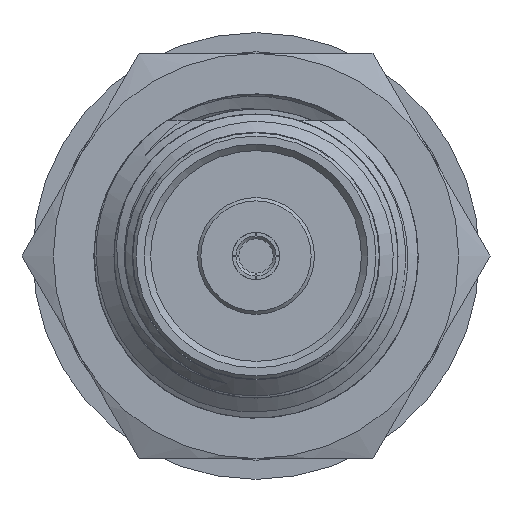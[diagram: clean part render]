
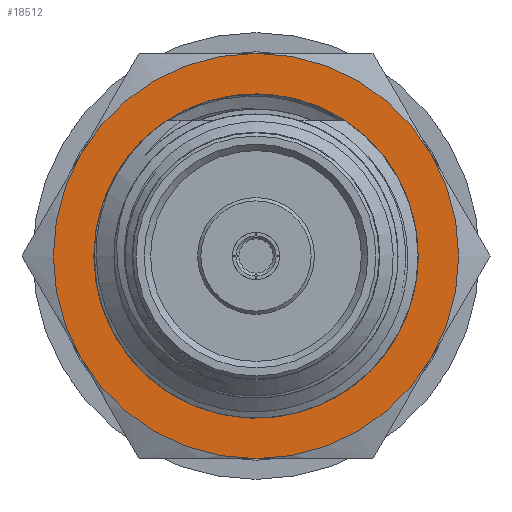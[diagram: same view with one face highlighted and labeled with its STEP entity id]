
A CAD part, left-side view. The second image highlights one B-rep face of the part: STEP entity #18512.
In plain terms, the highlighted planar face has unit normal (-1, 0, 0).
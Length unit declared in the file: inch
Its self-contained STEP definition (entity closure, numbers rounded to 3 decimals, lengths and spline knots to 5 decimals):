
#458 = CARTESIAN_POINT ( 'NONE',  ( 0.51178, 0., 0.3125 ) ) ;
#843 = DIRECTION ( 'NONE',  ( 0., 0.5, -0.866 ) ) ;
#1679 = CARTESIAN_POINT ( 'NONE',  ( 0.51178, 0., 0. ) ) ;
#1780 = EDGE_CURVE ( 'NONE', #16416, #3381, #8761, .T. ) ;
#2404 = EDGE_LOOP ( 'NONE', ( #18388, #7905, #7790, #9932, #11765, #8812 ) ) ;
#2576 = CARTESIAN_POINT ( 'NONE',  ( 0.51178, 0., 0. ) ) ;
#2590 = EDGE_CURVE ( 'NONE', #3381, #6082, #7991, .T. ) ;
#2611 = AXIS2_PLACEMENT_3D ( 'NONE', #14334, #21064, #15956 ) ;
#2676 = DIRECTION ( 'NONE',  ( 0., 0.5, -0.866 ) ) ;
#3250 = ORIENTED_EDGE ( 'NONE', *, *, #5384, .F. ) ;
#3381 = VERTEX_POINT ( 'NONE', #8533 ) ;
#3616 = CIRCLE ( 'NONE', #14049, 0.3125 ) ;
#4209 = VERTEX_POINT ( 'NONE', #17954 ) ;
#4298 = CARTESIAN_POINT ( 'NONE',  ( 0.51178, 0., 0. ) ) ;
#4312 = VERTEX_POINT ( 'NONE', #16437 ) ;
#4407 = DIRECTION ( 'NONE',  ( -1., 0., 0. ) ) ;
#5384 = EDGE_CURVE ( 'NONE', #19374, #4209, #5413, .T. ) ;
#5413 = CIRCLE ( 'NONE', #8205, 0.25 ) ;
#6082 = VERTEX_POINT ( 'NONE', #18268 ) ;
#6755 = VERTEX_POINT ( 'NONE', #458 ) ;
#7506 = EDGE_CURVE ( 'NONE', #9676, #4312, #13133, .T. ) ;
#7790 = ORIENTED_EDGE ( 'NONE', *, *, #7506, .T. ) ;
#7852 = EDGE_CURVE ( 'NONE', #4209, #19374, #8952, .T. ) ;
#7905 = ORIENTED_EDGE ( 'NONE', *, *, #19449, .T. ) ;
#7991 = CIRCLE ( 'NONE', #19448, 0.3125 ) ;
#8205 = AXIS2_PLACEMENT_3D ( 'NONE', #1679, #18417, #18308 ) ;
#8533 = CARTESIAN_POINT ( 'NONE',  ( 0.51178, 0.27063, -0.15625 ) ) ;
#8761 = CIRCLE ( 'NONE', #11541, 0.3125 ) ;
#8812 = ORIENTED_EDGE ( 'NONE', *, *, #1780, .T. ) ;
#8952 = CIRCLE ( 'NONE', #11733, 0.25 ) ;
#9142 = EDGE_LOOP ( 'NONE', ( #19353, #3250 ) ) ;
#9676 = VERTEX_POINT ( 'NONE', #13759 ) ;
#9932 = ORIENTED_EDGE ( 'NONE', *, *, #13766, .T. ) ;
#10839 = CARTESIAN_POINT ( 'NONE',  ( 0.51178, 0., 0. ) ) ;
#10907 = DIRECTION ( 'NONE',  ( -1., 0., 0. ) ) ;
#11326 = CARTESIAN_POINT ( 'NONE',  ( 0.51178, 0.06947, 0.24015 ) ) ;
#11471 = CIRCLE ( 'NONE', #20837, 0.3125 ) ;
#11541 = AXIS2_PLACEMENT_3D ( 'NONE', #4298, #4407, #2676 ) ;
#11675 = CARTESIAN_POINT ( 'NONE',  ( 0.51178, 0., 0. ) ) ;
#11733 = AXIS2_PLACEMENT_3D ( 'NONE', #20590, #10907, #13979 ) ;
#11765 = ORIENTED_EDGE ( 'NONE', *, *, #21186, .T. ) ;
#12223 = PLANE ( 'NONE',  #20289 ) ;
#12542 = CARTESIAN_POINT ( 'NONE',  ( 0.51178, 0., 0. ) ) ;
#13133 = CIRCLE ( 'NONE', #18678, 0.3125 ) ;
#13527 = DIRECTION ( 'NONE',  ( 0., 0.5, -0.866 ) ) ;
#13759 = CARTESIAN_POINT ( 'NONE',  ( 0.51178, -0.27063, -0.15625 ) ) ;
#13766 = EDGE_CURVE ( 'NONE', #4312, #6755, #11471, .T. ) ;
#13866 = DIRECTION ( 'NONE',  ( -1., 0., 0. ) ) ;
#13979 = DIRECTION ( 'NONE',  ( 0., 0.5, -0.866 ) ) ;
#14049 = AXIS2_PLACEMENT_3D ( 'NONE', #10839, #20732, #18492 ) ;
#14181 = FACE_BOUND ( 'NONE', #9142, .T. ) ;
#14334 = CARTESIAN_POINT ( 'NONE',  ( 0.51178, 0., 0. ) ) ;
#14750 = CARTESIAN_POINT ( 'NONE',  ( 0.51178, 0., 0. ) ) ;
#15740 = DIRECTION ( 'NONE',  ( -1., 0., 0. ) ) ;
#15956 = DIRECTION ( 'NONE',  ( 0., 0.5, -0.866 ) ) ;
#16396 = CARTESIAN_POINT ( 'NONE',  ( 0.51178, 0.27063, 0.15625 ) ) ;
#16416 = VERTEX_POINT ( 'NONE', #16396 ) ;
#16437 = CARTESIAN_POINT ( 'NONE',  ( 0.51178, -0.27063, 0.15625 ) ) ;
#16496 = CIRCLE ( 'NONE', #2611, 0.3125 ) ;
#17535 = DIRECTION ( 'NONE',  ( 0., 0.5, -0.866 ) ) ;
#17954 = CARTESIAN_POINT ( 'NONE',  ( 0.51178, 0.21894, 0.12069 ) ) ;
#18268 = CARTESIAN_POINT ( 'NONE',  ( 0.51178, 0., -0.3125 ) ) ;
#18308 = DIRECTION ( 'NONE',  ( 0., 0.5, -0.866 ) ) ;
#18388 = ORIENTED_EDGE ( 'NONE', *, *, #2590, .T. ) ;
#18417 = DIRECTION ( 'NONE',  ( -1., 0., 0. ) ) ;
#18492 = DIRECTION ( 'NONE',  ( 0., 0.5, -0.866 ) ) ;
#18512 = ADVANCED_FACE ( 'NONE', ( #14181, #20899 ), #12223, .T. ) ;
#18678 = AXIS2_PLACEMENT_3D ( 'NONE', #14750, #21479, #19854 ) ;
#19353 = ORIENTED_EDGE ( 'NONE', *, *, #7852, .F. ) ;
#19374 = VERTEX_POINT ( 'NONE', #11326 ) ;
#19448 = AXIS2_PLACEMENT_3D ( 'NONE', #2576, #15740, #843 ) ;
#19449 = EDGE_CURVE ( 'NONE', #6082, #9676, #3616, .T. ) ;
#19854 = DIRECTION ( 'NONE',  ( 0., 0.5, -0.866 ) ) ;
#19933 = DIRECTION ( 'NONE',  ( -1., 0., 0. ) ) ;
#20289 = AXIS2_PLACEMENT_3D ( 'NONE', #12542, #13866, #17535 ) ;
#20590 = CARTESIAN_POINT ( 'NONE',  ( 0.51178, 0., 0. ) ) ;
#20732 = DIRECTION ( 'NONE',  ( -1., 0., 0. ) ) ;
#20837 = AXIS2_PLACEMENT_3D ( 'NONE', #11675, #19933, #13527 ) ;
#20899 = FACE_OUTER_BOUND ( 'NONE', #2404, .T. ) ;
#21064 = DIRECTION ( 'NONE',  ( -1., 0., 0. ) ) ;
#21186 = EDGE_CURVE ( 'NONE', #6755, #16416, #16496, .T. ) ;
#21479 = DIRECTION ( 'NONE',  ( -1., 0., 0. ) ) ;
